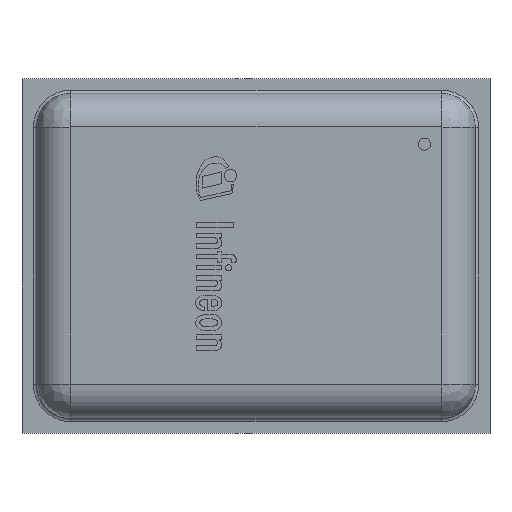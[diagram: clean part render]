
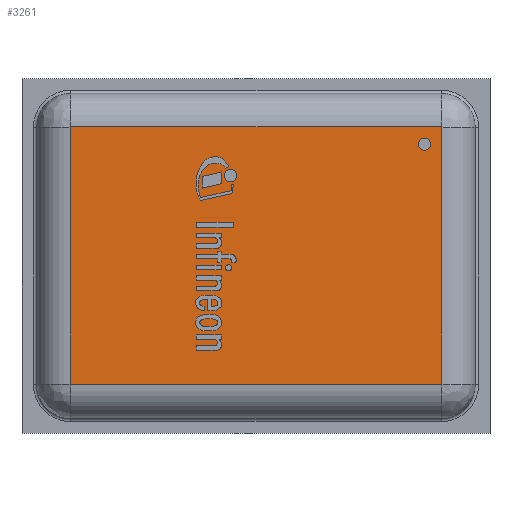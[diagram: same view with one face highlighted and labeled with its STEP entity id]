
A CAD part, top view. The second image highlights one B-rep face of the part: STEP entity #3261.
In plain terms, the highlighted planar face has unit normal (0, 0, 1).
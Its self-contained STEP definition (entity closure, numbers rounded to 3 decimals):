
#236=FACE_BOUND('',#671,.T.);
#275=PLANE('',#3522);
#447=FACE_OUTER_BOUND('',#670,.T.);
#670=EDGE_LOOP('',(#2427,#2428,#2429,#2430,#2431,#2432,#2433,#2434));
#671=EDGE_LOOP('',(#2435));
#921=LINE('',#4660,#1197);
#923=LINE('',#4694,#1199);
#924=LINE('',#4699,#1200);
#926=LINE('',#4730,#1202);
#1197=VECTOR('',#3874,1.);
#1199=VECTOR('',#3892,1.);
#1200=VECTOR('',#3897,1.);
#1202=VECTOR('',#3913,1.);
#1415=CIRCLE('',#3500,0.045);
#1420=CIRCLE('',#3507,0.005);
#1422=CIRCLE('',#3509,0.005);
#1428=CIRCLE('',#3517,0.005);
#1430=CIRCLE('',#3519,0.005);
#1517=VERTEX_POINT('',#4648);
#1518=VERTEX_POINT('',#4653);
#1521=VERTEX_POINT('',#4658);
#1522=VERTEX_POINT('',#4670);
#1525=VERTEX_POINT('',#4685);
#1526=VERTEX_POINT('',#4690);
#1529=VERTEX_POINT('',#4697);
#1530=VERTEX_POINT('',#4710);
#1533=VERTEX_POINT('',#4725);
#1849=EDGE_CURVE('',#1517,#1517,#1415,.T.);
#1853=EDGE_CURVE('',#1521,#1518,#921,.T.);
#1856=EDGE_CURVE('',#1518,#1522,#1420,.T.);
#1858=EDGE_CURVE('',#1525,#1521,#1422,.T.);
#1862=EDGE_CURVE('',#1522,#1526,#923,.T.);
#1864=EDGE_CURVE('',#1529,#1525,#924,.T.);
#1868=EDGE_CURVE('',#1526,#1530,#1428,.T.);
#1870=EDGE_CURVE('',#1533,#1529,#1430,.T.);
#1872=EDGE_CURVE('',#1530,#1533,#926,.T.);
#2427=ORIENTED_EDGE('',*,*,#1853,.F.);
#2428=ORIENTED_EDGE('',*,*,#1858,.F.);
#2429=ORIENTED_EDGE('',*,*,#1864,.F.);
#2430=ORIENTED_EDGE('',*,*,#1870,.F.);
#2431=ORIENTED_EDGE('',*,*,#1872,.F.);
#2432=ORIENTED_EDGE('',*,*,#1868,.F.);
#2433=ORIENTED_EDGE('',*,*,#1862,.F.);
#2434=ORIENTED_EDGE('',*,*,#1856,.F.);
#2435=ORIENTED_EDGE('',*,*,#1849,.T.);
#3261=ADVANCED_FACE('',(#447,#236),#275,.T.);
#3500=AXIS2_PLACEMENT_3D('',#4650,#3863,#3864);
#3507=AXIS2_PLACEMENT_3D('',#4674,#3879,#3880);
#3509=AXIS2_PLACEMENT_3D('',#4687,#3883,#3884);
#3517=AXIS2_PLACEMENT_3D('',#4714,#3903,#3904);
#3519=AXIS2_PLACEMENT_3D('',#4727,#3907,#3908);
#3522=AXIS2_PLACEMENT_3D('',#4732,#3915,#3916);
#3863=DIRECTION('center_axis',(0.,0.,-1.));
#3864=DIRECTION('ref_axis',(0.,1.,0.));
#3874=DIRECTION('',(1.,0.,0.));
#3879=DIRECTION('center_axis',(0.,0.,-1.));
#3880=DIRECTION('ref_axis',(0.707,0.707,0.));
#3883=DIRECTION('center_axis',(0.,0.,-1.));
#3884=DIRECTION('ref_axis',(-0.707,0.707,0.));
#3892=DIRECTION('',(0.,-1.,0.));
#3897=DIRECTION('',(0.,1.,0.));
#3903=DIRECTION('center_axis',(0.,0.,-1.));
#3904=DIRECTION('ref_axis',(0.707,-0.707,0.));
#3907=DIRECTION('center_axis',(0.,0.,-1.));
#3908=DIRECTION('ref_axis',(-0.707,-0.707,0.));
#3913=DIRECTION('',(-1.,0.,0.));
#3915=DIRECTION('center_axis',(0.,0.,1.));
#3916=DIRECTION('ref_axis',(0.,-1.,0.));
#4648=CARTESIAN_POINT('',(1.26,0.79,1.08));
#4650=CARTESIAN_POINT('Origin',(1.26,0.835,1.08));
#4653=CARTESIAN_POINT('',(1.385,0.965,1.08));
#4658=CARTESIAN_POINT('',(-1.385,0.965,1.08));
#4660=CARTESIAN_POINT('',(0.692,0.965,1.08));
#4670=CARTESIAN_POINT('',(1.39,0.96,1.08));
#4674=CARTESIAN_POINT('Origin',(1.385,0.96,1.08));
#4685=CARTESIAN_POINT('',(-1.39,0.96,1.08));
#4687=CARTESIAN_POINT('Origin',(-1.385,0.96,1.08));
#4690=CARTESIAN_POINT('',(1.39,-0.96,1.08));
#4694=CARTESIAN_POINT('',(1.39,-0.48,1.08));
#4697=CARTESIAN_POINT('',(-1.39,-0.96,1.08));
#4699=CARTESIAN_POINT('',(-1.39,0.48,1.08));
#4710=CARTESIAN_POINT('',(1.385,-0.965,1.08));
#4714=CARTESIAN_POINT('Origin',(1.385,-0.96,1.08));
#4725=CARTESIAN_POINT('',(-1.385,-0.965,1.08));
#4727=CARTESIAN_POINT('Origin',(-1.385,-0.96,1.08));
#4730=CARTESIAN_POINT('',(-0.693,-0.965,1.08));
#4732=CARTESIAN_POINT('Origin',(0.,0.,
1.08));
